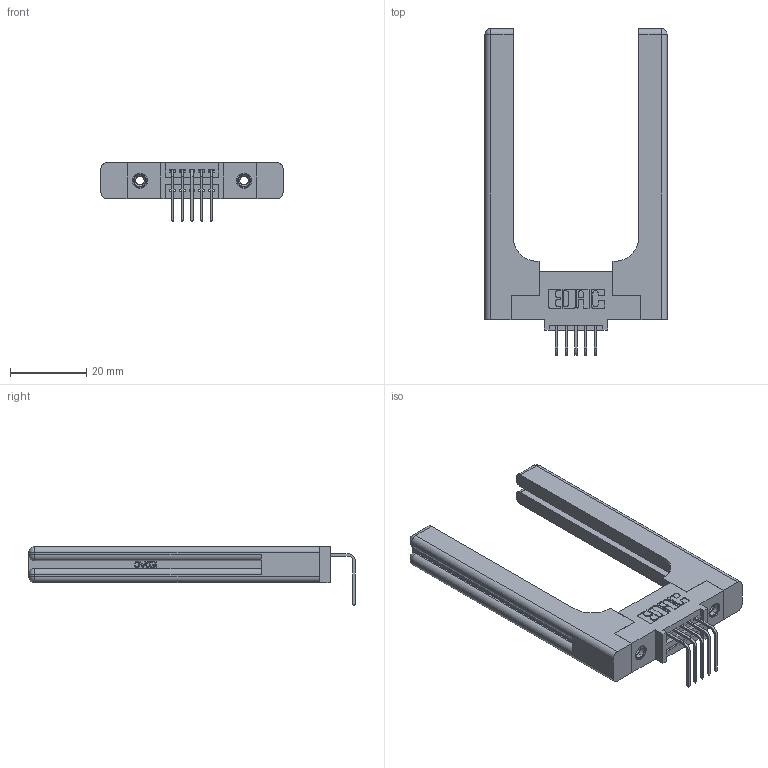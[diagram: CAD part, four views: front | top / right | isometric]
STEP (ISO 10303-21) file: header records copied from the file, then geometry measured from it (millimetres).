
FILE_DESCRIPTION (( 'STEP AP203' ), '1' );
FILE_NAME ('395-005-558-458.STEP', '2019-10-11T01:32:14', ( '' ), ( '' ), 'SwSTEP 2.0', 'SolidWorks 2016', '' );
FILE_SCHEMA (( 'CONFIG_CONTROL_DESIGN' ));
Length unit declared in the file: inch
Products named in the file (5): 345 Part_0.110 Offset - 0.156 Dia-TH; 345-292-001_558 Tail - 2; 345-250-001_345-250-001-102; 345-220-058_345-220-058; 395-005-558-458
Assembly tree (10 placements, depth 2):
  395-005-558-458
    345 Part_0.110 Offset - 0.156 Dia-TH
    345-292-001_558 Tail - 2  x5
    345-250-001_345-250-001-102  x2
    345-220-058_345-220-058  x2
Bounding box: 47.73 x 85.59 x 15.37 mm (x, y, z)
Volume: 12678.3 mm3; surface area: 10528.4 mm2
Topology: 10 solids, 10 shells, 686 faces, 1929 edges, 1258 vertices
Faces by surface type: plane 442, cylinder 184, bspline 36, cone 12, sphere 8, torus 4
Entity records: 14142 total; most frequent: CARTESIAN_POINT 3424, ORIENTED_EDGE 2160, DIRECTION 1990, EDGE_CURVE 1080, VECTOR 836, LINE 836, VERTEX_POINT 710, AXIS2_PLACEMENT_3D 577
